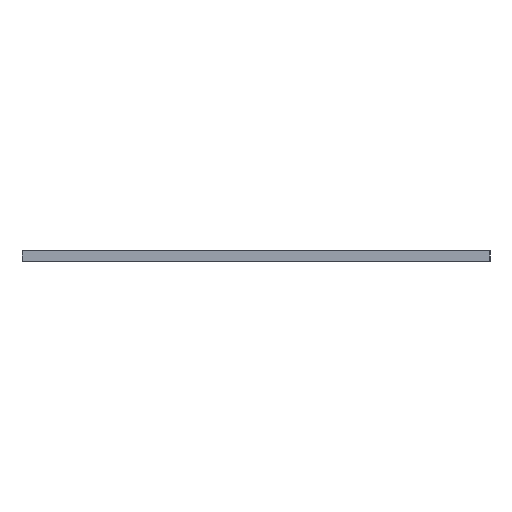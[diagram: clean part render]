
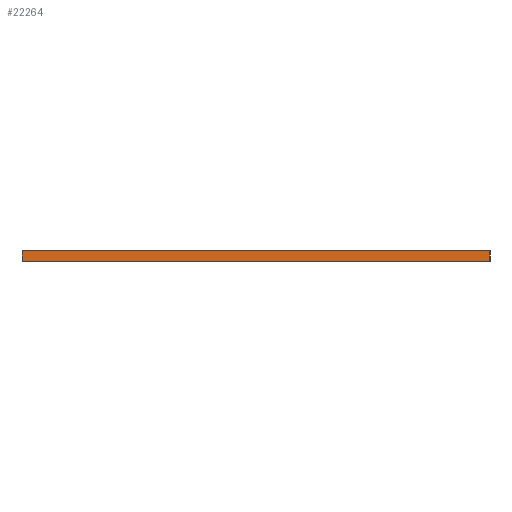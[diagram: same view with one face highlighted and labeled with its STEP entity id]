
A CAD part, left-side view. The second image highlights one B-rep face of the part: STEP entity #22264.
In plain terms, the highlighted planar face has unit normal (-1, 0, 0).
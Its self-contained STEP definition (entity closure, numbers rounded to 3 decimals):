
#775=PLANE('',#22916);
#1952=FACE_OUTER_BOUND('',#3236,.T.);
#3236=EDGE_LOOP('',(#20483,#20484,#20485,#20486));
#3609=LINE('',#29861,#5699);
#5340=LINE('',#42554,#7430);
#5345=LINE('',#42563,#7435);
#5346=LINE('',#42565,#7436);
#5699=VECTOR('',#23439,10.);
#7430=VECTOR('',#26270,10.);
#7435=VECTOR('',#26279,10.);
#7436=VECTOR('',#26282,10.);
#8991=VERTEX_POINT('',#29859);
#8992=VERTEX_POINT('',#29860);
#10744=VERTEX_POINT('',#42552);
#10746=VERTEX_POINT('',#42561);
#11371=EDGE_CURVE('',#8991,#8992,#3609,.T.);
#13998=EDGE_CURVE('',#10744,#8991,#5340,.T.);
#14003=EDGE_CURVE('',#10746,#8992,#5345,.T.);
#14004=EDGE_CURVE('',#10744,#10746,#5346,.T.);
#20483=ORIENTED_EDGE('',*,*,#14004,.T.);
#20484=ORIENTED_EDGE('',*,*,#14003,.T.);
#20485=ORIENTED_EDGE('',*,*,#11371,.F.);
#20486=ORIENTED_EDGE('',*,*,#13998,.F.);
#22264=ADVANCED_FACE('',(#1952),#775,.T.);
#22916=AXIS2_PLACEMENT_3D('',#42564,#26280,#26281);
#23439=DIRECTION('',(0.,-1.,0.));
#26270=DIRECTION('',(0.,0.,1.));
#26279=DIRECTION('',(0.,0.,1.));
#26280=DIRECTION('center_axis',(-1.,0.,0.));
#26281=DIRECTION('ref_axis',(0.,-1.,0.));
#26282=DIRECTION('',(0.,-1.,0.));
#29859=CARTESIAN_POINT('',(0.,66.,1.5));
#29860=CARTESIAN_POINT('',(0.,0.,1.5));
#29861=CARTESIAN_POINT('',(0.,66.,1.5));
#42552=CARTESIAN_POINT('',(0.,66.,0.));
#42554=CARTESIAN_POINT('',(0.,66.,0.));
#42561=CARTESIAN_POINT('',(0.,0.,0.));
#42563=CARTESIAN_POINT('',(0.,0.,0.));
#42564=CARTESIAN_POINT('Origin',(0.,66.,0.));
#42565=CARTESIAN_POINT('',(0.,66.,0.));
